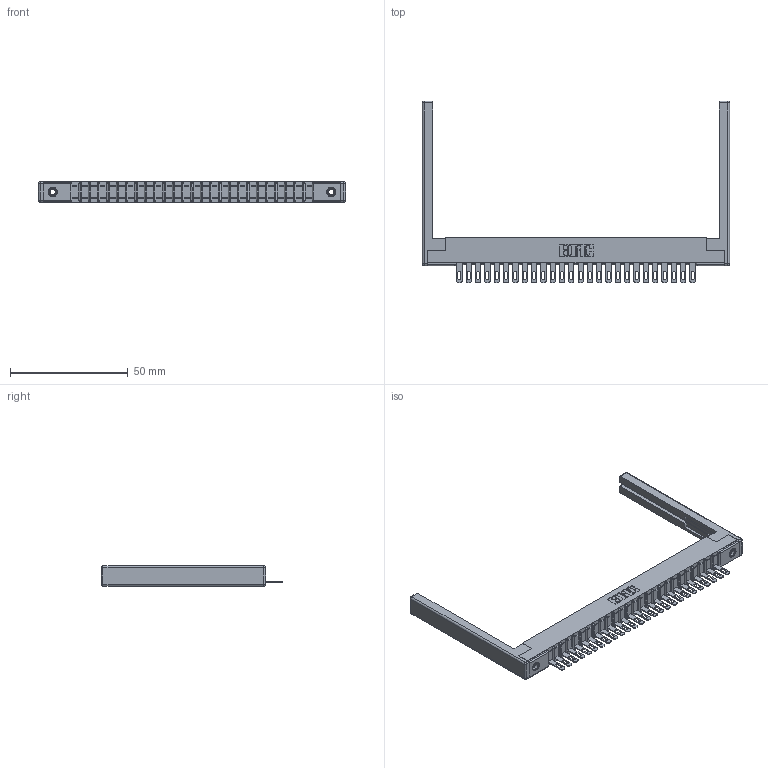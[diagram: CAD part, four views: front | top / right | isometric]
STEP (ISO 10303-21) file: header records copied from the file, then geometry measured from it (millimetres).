
FILE_DESCRIPTION (( 'STEP AP203' ), '1' );
FILE_NAME ('307-026-405-168.STEP', '2020-09-27T14:42:50', ( '' ), ( '' ), 'SwSTEP 2.0', 'SolidWorks 2020', '' );
FILE_SCHEMA (( 'CONFIG_CONTROL_DESIGN' ));
Length unit declared in the file: inch
Products named in the file (5): 345-250-001_345-250-001-102; 307-026-405-168; 307-290-001_505; 307 Part_.156 Dia Mounting Holes; 307-220-068
Assembly tree (31 placements, depth 2):
  307-026-405-168
    307 Part_.156 Dia Mounting Holes
    307-290-001_505  x26
    307-220-068  x2
    345-250-001_345-250-001-102  x2
Bounding box: 130.45 x 77.14 x 8.71 mm (x, y, z)
Volume: 12833.2 mm3; surface area: 17295.4 mm2
Topology: 31 solids, 31 shells, 1755 faces, 4925 edges, 3154 vertices
Faces by surface type: plane 1094, cylinder 583, sphere 62, cone 12, torus 4
Entity records: 26995 total; most frequent: CARTESIAN_POINT 4505, ORIENTED_EDGE 4480, DIRECTION 4410, EDGE_CURVE 2240, LINE 1708, VECTOR 1708, VERTEX_POINT 1446, AXIS2_PLACEMENT_3D 1351
